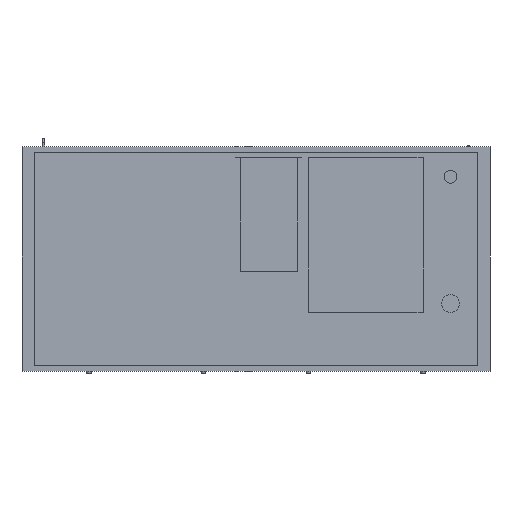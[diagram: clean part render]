
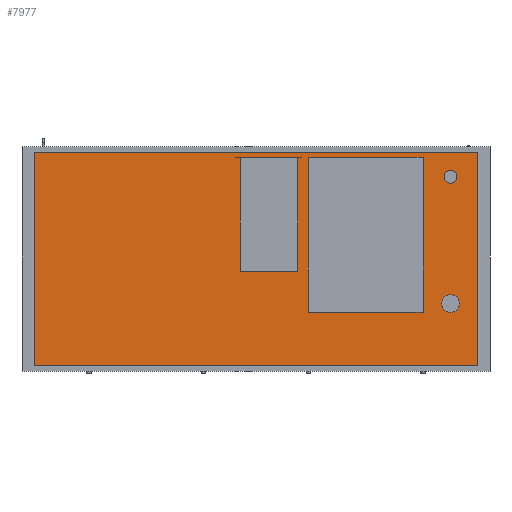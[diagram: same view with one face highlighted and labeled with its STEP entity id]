
A CAD part, front view. The second image highlights one B-rep face of the part: STEP entity #7977.
In plain terms, the highlighted planar face has unit normal (0, -1, 0).
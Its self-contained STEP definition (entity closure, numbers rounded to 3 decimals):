
#445=FACE_OUTER_BOUND('',#966,.T.);
#966=EDGE_LOOP('',(#5327,#5328,#5329,#5330));
#1506=LINE('',#11699,#2456);
#1509=LINE('',#11704,#2459);
#1510=LINE('',#11707,#2460);
#1511=LINE('',#11708,#2461);
#2456=VECTOR('',#9332,10.);
#2459=VECTOR('',#9337,10.);
#2460=VECTOR('',#9340,10.);
#2461=VECTOR('',#9341,10.);
#3397=VERTEX_POINT('',#11696);
#3398=VERTEX_POINT('',#11698);
#3399=VERTEX_POINT('',#11702);
#3400=VERTEX_POINT('',#11706);
#4162=EDGE_CURVE('',#3397,#3398,#1506,.T.);
#4165=EDGE_CURVE('',#3397,#3399,#1509,.T.);
#4166=EDGE_CURVE('',#3400,#3399,#1510,.T.);
#4167=EDGE_CURVE('',#3398,#3400,#1511,.T.);
#5327=ORIENTED_EDGE('',*,*,#4165,.T.);
#5328=ORIENTED_EDGE('',*,*,#4166,.F.);
#5329=ORIENTED_EDGE('',*,*,#4167,.F.);
#5330=ORIENTED_EDGE('',*,*,#4162,.F.);
#7548=PLANE('',#8587);
#7977=ADVANCED_FACE('',(#445),#7548,.T.);
#8587=AXIS2_PLACEMENT_3D('',#11705,#9338,#9339);
#9332=DIRECTION('',(0.,0.,1.));
#9337=DIRECTION('',(1.,0.,0.));
#9338=DIRECTION('center_axis',(0.,-1.,0.));
#9339=DIRECTION('ref_axis',(0.,0.,-1.));
#9340=DIRECTION('',(0.,0.,-1.));
#9341=DIRECTION('',(1.,0.,0.));
#11696=CARTESIAN_POINT('',(-687.5,-185.,-330.));
#11698=CARTESIAN_POINT('',(-687.5,-185.,330.));
#11699=CARTESIAN_POINT('',(-687.5,-185.,330.));
#11702=CARTESIAN_POINT('',(687.5,-185.,-330.));
#11704=CARTESIAN_POINT('',(0.,-185.,-330.));
#11705=CARTESIAN_POINT('Origin',(0.,-185.,330.));
#11706=CARTESIAN_POINT('',(687.5,-185.,330.));
#11707=CARTESIAN_POINT('',(687.5,-185.,330.));
#11708=CARTESIAN_POINT('',(0.,-185.,330.));
